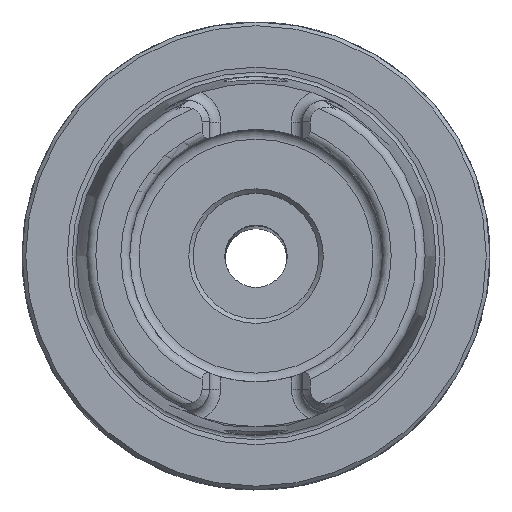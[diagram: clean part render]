
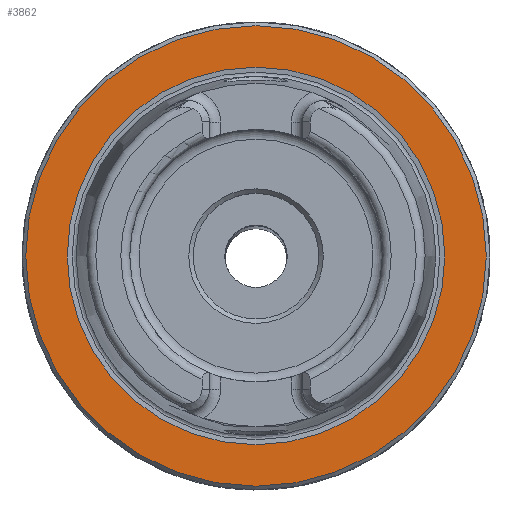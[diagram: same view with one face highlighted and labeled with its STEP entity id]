
A CAD part, top view. The second image highlights one B-rep face of the part: STEP entity #3862.
In plain terms, the highlighted planar face has unit normal (0, 0, 1).
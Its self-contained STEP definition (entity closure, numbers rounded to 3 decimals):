
#595=ORIENTED_EDGE('',*,*,#1239,.F.);
#596=ORIENTED_EDGE('',*,*,#1238,.T.);
#1238=EDGE_CURVE('',#1566,#1566,#1761,.T.);
#1239=EDGE_CURVE('',#1567,#1567,#1762,.T.);
#1566=VERTEX_POINT('',#5850);
#1567=VERTEX_POINT('',#5853);
#1761=CIRCLE('',#4127,31.);
#1762=CIRCLE('',#4129,25.418);
#1948=EDGE_LOOP('',(#595));
#1949=EDGE_LOOP('',(#596));
#2241=FACE_BOUND('',#1948,.T.);
#2242=FACE_BOUND('',#1949,.T.);
#2456=PLANE('',#4128);
#3862=ADVANCED_FACE('',(#2241,#2242),#2456,.T.);
#4127=AXIS2_PLACEMENT_3D('',#5849,#4627,#4628);
#4128=AXIS2_PLACEMENT_3D('',#5851,#4629,#4630);
#4129=AXIS2_PLACEMENT_3D('',#5852,#4631,#4632);
#4627=DIRECTION('',(0.,0.,1.));
#4628=DIRECTION('',(1.,0.,0.));
#4629=DIRECTION('',(0.,0.,1.));
#4630=DIRECTION('',(1.,0.,0.));
#4631=DIRECTION('',(0.,0.,1.));
#4632=DIRECTION('',(1.,0.,0.));
#5849=CARTESIAN_POINT('',(0.,0.,0.));
#5850=CARTESIAN_POINT('',(31.,0.,0.));
#5851=CARTESIAN_POINT('',(31.,0.,0.));
#5852=CARTESIAN_POINT('',(0.,0.,0.));
#5853=CARTESIAN_POINT('',(25.418,0.,0.));
